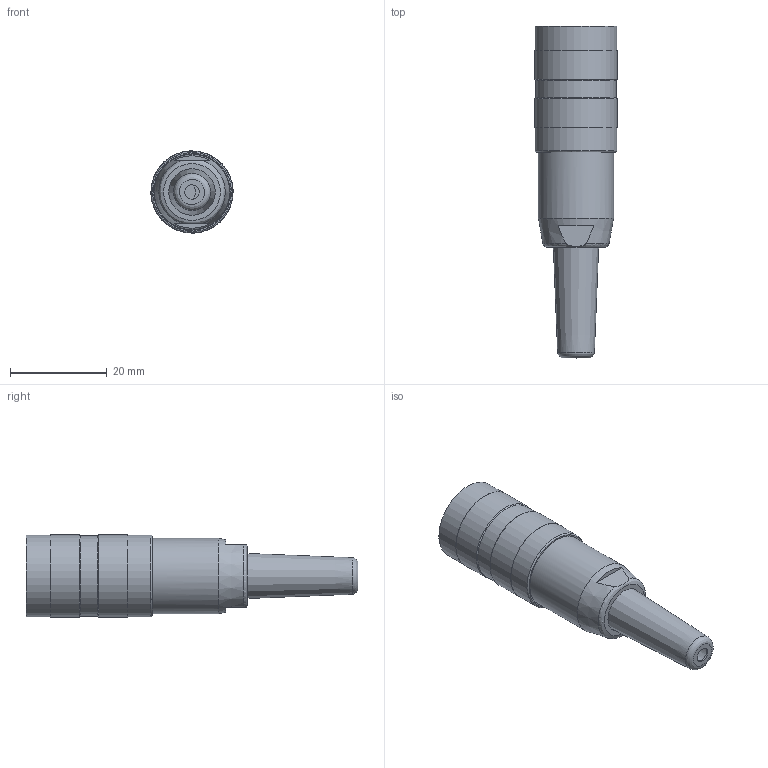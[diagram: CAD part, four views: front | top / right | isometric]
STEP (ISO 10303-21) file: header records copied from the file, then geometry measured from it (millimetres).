
FILE_DESCRIPTION(/* description */ (''),/* implementation_level */ '2;1');
FILE_NAME(/* name */ 'T_3301_001.stp',/* time_stamp */ '2017-01-26T14:19:18+01:00',/* author */ (''),/* organization */ (''),/* preprocessor_version */ 'ST-DEVELOPER v15',/* originating_system */ 'SIEMENS PLM Software NX 9.0',/* authorisation */ '');
FILE_SCHEMA (('CONFIG_CONTROL_DESIGN'));
Length unit declared in the file: millimetre
Products named in the file (1): c3d-t 3301 001nxm001-01
Bounding box: 16.97 x 68.5 x 16.97 mm (x, y, z)
Volume: 5950.2 mm3; surface area: 9775.5 mm2
Topology: 1 solids, 1 shells, 801 faces, 2362 edges, 1498 vertices
Faces by surface type: plane 491, cylinder 236, bspline 38, cone 24, extrusion 10, torus 2
Full cylindrical faces by diameter (mm): 1 x4, 1.2 x8, 1.5 x4, 2 x8, 2.2 x2, 2.8 x2, 3 x1, 8 x1, 9.6 x1, 11 x1, 12.25 x1, 13.2 x1, 13.25 x1, 13.9 x1, 14.2 x1, 15 x1, 15.5 x1, 15.8 x1, 16.6 x1, 16.9 x2, 17 x2
Entity records: 36437 total; most frequent: CARTESIAN_POINT 16150, ORIENTED_EDGE 4536, DIRECTION 3767, EDGE_CURVE 2268, VERTEX_POINT 1471, AXIS2_PLACEMENT_3D 1284, VECTOR 1199, LINE 1189
